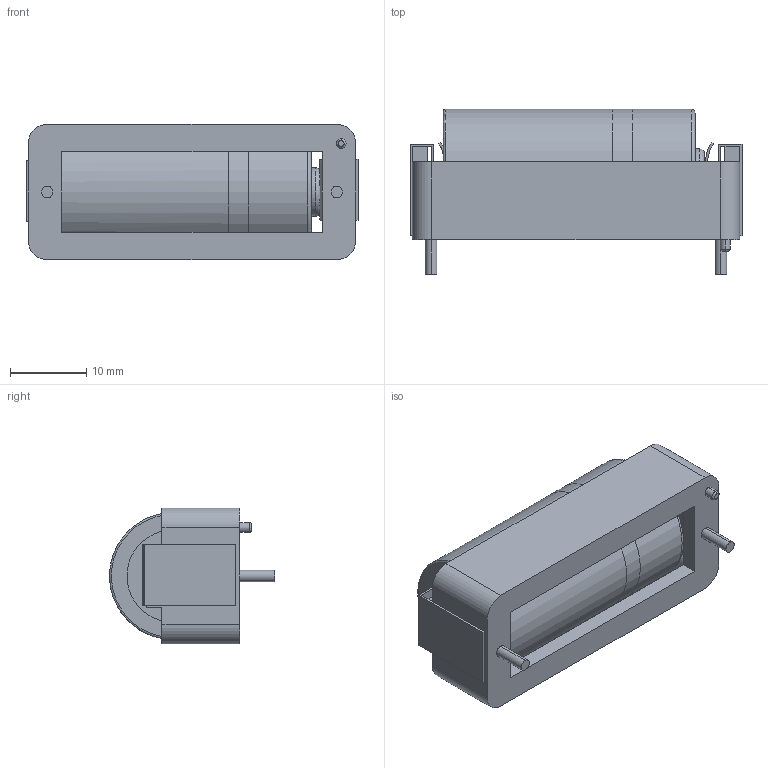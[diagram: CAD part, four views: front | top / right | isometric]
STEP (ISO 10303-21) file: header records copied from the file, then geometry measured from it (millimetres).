
FILE_DESCRIPTION(('FreeCAD Model'),'2;1');
FILE_NAME('cr123_holder.step','2016-10-10T17:47:18',('Author'),(''), 'Open CASCADE STEP processor 6.8','FreeCAD','Unknown');
FILE_SCHEMA(('AUTOMOTIVE_DESIGN_CC2 { 1 2 10303 214 -1 1 5 4 }'));
Length unit declared in the file: millimetre
Products named in the file (2): ASSEMBLY; CR123_Holder
Assembly tree (1 placements, depth 2):
  ASSEMBLY
    CR123_Holder
Bounding box: 43.53 x 21.65 x 17.78 mm (x, y, z)
Volume: 9240.9 mm3; surface area: 5696.4 mm2
Topology: 1 solids, 1 shells, 107 faces, 304 edges, 200 vertices
Faces by surface type: plane 69, cylinder 22, bspline 16
Entity records: 18298 total; most frequent: CARTESIAN_POINT 11924, DIRECTION 887, ORIENTED_EDGE 608, PCURVE 608, DEFINITIONAL_REPRESENTATION 608, LINE 590, VECTOR 590, EDGE_CURVE 304
